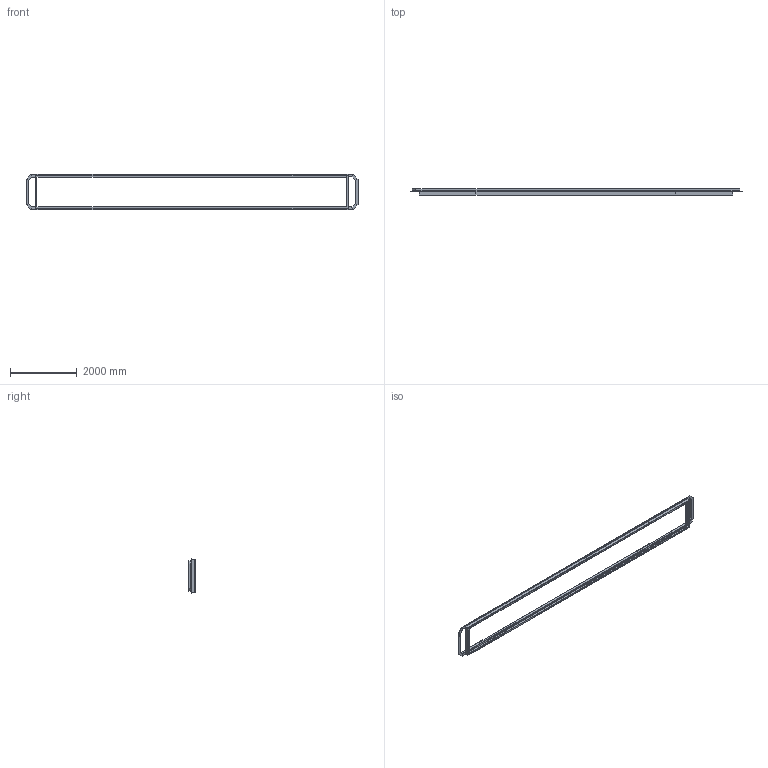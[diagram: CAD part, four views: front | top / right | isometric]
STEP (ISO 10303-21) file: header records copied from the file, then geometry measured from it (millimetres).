
FILE_DESCRIPTION (( 'STEP AP214' ), '1' );
FILE_NAME ('RahmenMontagegrube.STEP', '2014-07-16T06:21:19', ( '' ), ( '' ), 'SwSTEP 2.0', 'SolidWorks 2014', '' );
FILE_SCHEMA (( 'AUTOMOTIVE_DESIGN' ));
Length unit declared in the file: millimetre
Products named in the file (1): RahmenMontagegrube
Bounding box: 9960 x 200 x 1060 mm (x, y, z)
Volume: 58939426.9 mm3; surface area: 15592579.7 mm2
Topology: 24 solids, 24 shells, 288 faces, 720 edges, 480 vertices
Faces by surface type: plane 208, cylinder 80
Entity records: 8725 total; most frequent: CARTESIAN_POINT 1729, ORIENTED_EDGE 1440, DIRECTION 1298, EDGE_CURVE 720, LINE 560, VECTOR 560, VERTEX_POINT 480, AXIS2_PLACEMENT_3D 369
